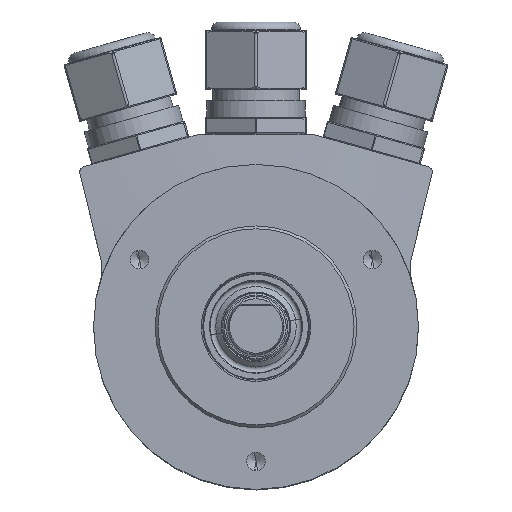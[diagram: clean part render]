
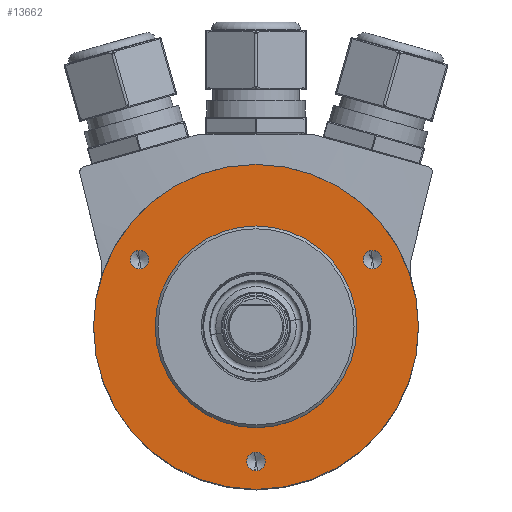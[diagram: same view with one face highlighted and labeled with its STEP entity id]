
A CAD part, top view. The second image highlights one B-rep face of the part: STEP entity #13662.
In plain terms, the highlighted planar face has unit normal (0, 0, 1).
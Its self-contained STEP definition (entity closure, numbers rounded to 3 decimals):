
#1927=CARTESIAN_POINT('',(0.,0.,20.5));
#1928=DIRECTION('',(0.,0.,1.));
#1929=DIRECTION('',(0.985,0.174,0.));
#1930=AXIS2_PLACEMENT_3D('',#1927,#1928,#1929);
#1932=CARTESIAN_POINT('',(0.,0.,20.5));
#1933=DIRECTION('',(0.,0.,-1.));
#1934=DIRECTION('',(0.985,0.174,0.));
#1935=AXIS2_PLACEMENT_3D('',#1932,#1933,#1934);
#1937=CARTESIAN_POINT('',(0.,-24.,20.5));
#1938=DIRECTION('',(0.,0.,1.));
#1939=DIRECTION('',(-0.174,0.985,0.));
#1940=AXIS2_PLACEMENT_3D('',#1937,#1938,#1939);
#1942=CARTESIAN_POINT('',(0.,-24.,20.5));
#1943=DIRECTION('',(0.,0.,1.));
#1944=DIRECTION('',(0.174,-0.985,0.));
#1945=AXIS2_PLACEMENT_3D('',#1942,#1943,#1944);
#1947=CARTESIAN_POINT('',(-20.785,12.,20.5));
#1948=DIRECTION('',(0.,0.,1.));
#1949=DIRECTION('',(-0.174,0.985,0.));
#1950=AXIS2_PLACEMENT_3D('',#1947,#1948,#1949);
#1952=CARTESIAN_POINT('',(-20.785,12.,20.5));
#1953=DIRECTION('',(0.,0.,1.));
#1954=DIRECTION('',(0.174,-0.985,0.));
#1955=AXIS2_PLACEMENT_3D('',#1952,#1953,#1954);
#1957=CARTESIAN_POINT('',(20.785,12.,20.5));
#1958=DIRECTION('',(0.,0.,1.));
#1959=DIRECTION('',(-0.174,0.985,0.));
#1960=AXIS2_PLACEMENT_3D('',#1957,#1958,#1959);
#1962=CARTESIAN_POINT('',(20.785,12.,20.5));
#1963=DIRECTION('',(0.,0.,1.));
#1964=DIRECTION('',(0.174,-0.985,0.));
#1965=AXIS2_PLACEMENT_3D('',#1962,#1963,#1964);
#1967=CARTESIAN_POINT('',(0.,0.,20.5));
#1968=DIRECTION('',(0.,0.,1.));
#1969=DIRECTION('',(0.985,0.174,0.));
#1970=AXIS2_PLACEMENT_3D('',#1967,#1968,#1969);
#1977=CARTESIAN_POINT('',(0.,0.,20.5));
#1978=DIRECTION('',(0.,0.,1.));
#1979=DIRECTION('',(-0.985,-0.174,0.));
#1980=AXIS2_PLACEMENT_3D('',#1977,#1978,#1979);
#10923=CARTESIAN_POINT('',(17.727,3.126,20.5));
#10924=CARTESIAN_POINT('',(-17.727,-3.126,20.5));
#10925=VERTEX_POINT('',#10923);
#10926=VERTEX_POINT('',#10924);
#10927=CARTESIAN_POINT('',(28.559,5.036,20.5));
#10928=CARTESIAN_POINT('',(-28.559,-5.036,20.5));
#10929=VERTEX_POINT('',#10927);
#10930=VERTEX_POINT('',#10928);
#10937=CARTESIAN_POINT('',(-0.287,-22.375,20.5));
#10938=VERTEX_POINT('',#10937);
#10939=CARTESIAN_POINT('',(0.287,-25.625,20.5));
#10940=VERTEX_POINT('',#10939);
#10947=CARTESIAN_POINT('',(-21.071,13.625,20.5));
#10948=VERTEX_POINT('',#10947);
#10949=CARTESIAN_POINT('',(-20.498,10.375,20.5));
#10950=VERTEX_POINT('',#10949);
#10957=CARTESIAN_POINT('',(20.498,13.625,20.5));
#10958=VERTEX_POINT('',#10957);
#10959=CARTESIAN_POINT('',(21.071,10.375,20.5));
#10960=VERTEX_POINT('',#10959);
#13629=CARTESIAN_POINT('',(0.,0.,20.5));
#13630=DIRECTION('',(0.,0.,1.));
#13631=DIRECTION('',(0.985,0.174,0.));
#13632=AXIS2_PLACEMENT_3D('',#13629,#13630,#13631);
#13633=PLANE('',#13632);
#13635=ORIENTED_EDGE('',*,*,#13634,.F.);
#13637=ORIENTED_EDGE('',*,*,#13636,.F.);
#13638=EDGE_LOOP('',(#13635,#13637));
#13639=FACE_OUTER_BOUND('',#13638,.F.);
#13640=ORIENTED_EDGE('',*,*,#13623,.T.);
#13641=ORIENTED_EDGE('',*,*,#13609,.F.);
#13642=EDGE_LOOP('',(#13640,#13641));
#13643=FACE_BOUND('',#13642,.F.);
#13645=ORIENTED_EDGE('',*,*,#13644,.T.);
#13647=ORIENTED_EDGE('',*,*,#13646,.T.);
#13648=EDGE_LOOP('',(#13645,#13647));
#13649=FACE_BOUND('',#13648,.F.);
#13651=ORIENTED_EDGE('',*,*,#13650,.T.);
#13653=ORIENTED_EDGE('',*,*,#13652,.T.);
#13654=EDGE_LOOP('',(#13651,#13653));
#13655=FACE_BOUND('',#13654,.F.);
#13657=ORIENTED_EDGE('',*,*,#13656,.T.);
#13659=ORIENTED_EDGE('',*,*,#13658,.T.);
#13660=EDGE_LOOP('',(#13657,#13659));
#13661=FACE_BOUND('',#13660,.F.);
#1931=CIRCLE('',#1930,18.);
#1936=CIRCLE('',#1935,18.);
#1941=CIRCLE('',#1940,1.65);
#1946=CIRCLE('',#1945,1.65);
#1951=CIRCLE('',#1950,1.65);
#1956=CIRCLE('',#1955,1.65);
#1961=CIRCLE('',#1960,1.65);
#1966=CIRCLE('',#1965,1.65);
#1971=CIRCLE('',#1970,29.);
#1981=CIRCLE('',#1980,29.);
#13609=EDGE_CURVE('',#10925,#10926,#1936,.T.);
#13623=EDGE_CURVE('',#10925,#10926,#1931,.T.);
#13634=EDGE_CURVE('',#10929,#10930,#1971,.T.);
#13636=EDGE_CURVE('',#10930,#10929,#1981,.T.);
#13644=EDGE_CURVE('',#10938,#10940,#1941,.T.);
#13646=EDGE_CURVE('',#10940,#10938,#1946,.T.);
#13650=EDGE_CURVE('',#10948,#10950,#1951,.T.);
#13652=EDGE_CURVE('',#10950,#10948,#1956,.T.);
#13656=EDGE_CURVE('',#10958,#10960,#1961,.T.);
#13658=EDGE_CURVE('',#10960,#10958,#1966,.T.);
#13662=ADVANCED_FACE('',(#13639,#13643,#13649,#13655,#13661),#13633,.T.);
